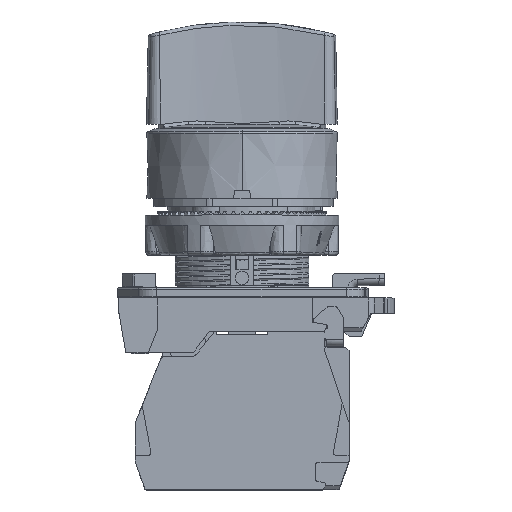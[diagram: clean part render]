
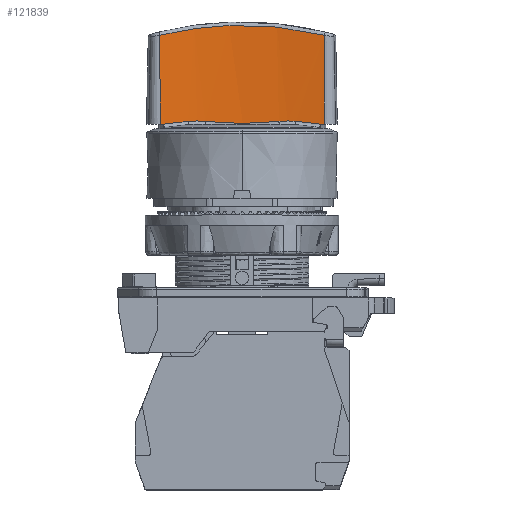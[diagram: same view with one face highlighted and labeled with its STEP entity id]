
A CAD part, top view. The second image highlights one B-rep face of the part: STEP entity #121839.
In plain terms, the highlighted conical face has half-angle 1 degrees and reference radius 77.268 mm.
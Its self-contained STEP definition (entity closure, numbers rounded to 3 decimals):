
#96015=CARTESIAN_POINT('',(-80.389,29.7,0.));
#96016=DIRECTION('',(0.,-1.,0.));
#96017=DIRECTION('',(0.987,0.,-0.159));
#96018=AXIS2_PLACEMENT_3D('',#96015,#96016,#96017);
#96045=CARTESIAN_POINT('',(-80.389,29.7,0.));
#96046=DIRECTION('',(0.,-1.,0.));
#96047=DIRECTION('',(0.988,0.,0.152));
#96048=AXIS2_PLACEMENT_3D('',#96045,#96046,#96047);
#96065=CARTESIAN_POINT('',(-3.667,30.143,
8.085));
#96066=CARTESIAN_POINT('',(-3.703,30.113,
8.421));
#96067=CARTESIAN_POINT('',(-3.778,30.048,
9.078));
#96068=CARTESIAN_POINT('',(-3.894,29.941,
9.996));
#96069=CARTESIAN_POINT('',(-4.022,29.817,
10.911));
#96070=CARTESIAN_POINT('',(-4.104,29.737,
11.451));
#96071=CARTESIAN_POINT('',(-4.143,29.697,
11.706));
#96073=CARTESIAN_POINT('',(-3.44,30.111,
5.513));
#96074=CARTESIAN_POINT('',(-3.457,30.137,
5.762));
#96075=CARTESIAN_POINT('',(-3.497,30.18,
6.284));
#96076=CARTESIAN_POINT('',(-3.571,30.201,
7.139));
#96077=CARTESIAN_POINT('',(-3.632,30.172,
7.761));
#96078=CARTESIAN_POINT('',(-3.667,30.143,
8.085));
#96080=CARTESIAN_POINT('',(-3.44,30.111,
-5.513));
#96081=CARTESIAN_POINT('',(-3.423,30.085,
-5.275));
#96082=CARTESIAN_POINT('',(-3.394,30.041,
-4.82));
#96083=CARTESIAN_POINT('',(-3.36,29.989,
-4.221));
#96084=CARTESIAN_POINT('',(-3.331,29.945,
-3.64));
#96085=CARTESIAN_POINT('',(-3.303,29.904,
-2.982));
#96086=CARTESIAN_POINT('',(-3.282,29.872,
-2.348));
#96087=CARTESIAN_POINT('',(-3.267,29.849,
-1.764));
#96088=CARTESIAN_POINT('',(-3.258,29.835,
-1.265));
#96089=CARTESIAN_POINT('',(-3.252,29.826,
-0.837));
#96090=CARTESIAN_POINT('',(-3.249,29.822,
-0.457));
#96091=CARTESIAN_POINT('',(-3.248,29.82,
-0.077));
#96092=CARTESIAN_POINT('',(-3.248,29.821,
0.316));
#96093=CARTESIAN_POINT('',(-3.251,29.825,
0.71));
#96094=CARTESIAN_POINT('',(-3.255,29.831,
1.101));
#96095=CARTESIAN_POINT('',(-3.261,29.841,
1.478));
#96096=CARTESIAN_POINT('',(-3.27,29.853,
1.867));
#96097=CARTESIAN_POINT('',(-3.281,29.87,
2.304));
#96098=CARTESIAN_POINT('',(-3.297,29.894,
2.807));
#96099=CARTESIAN_POINT('',(-3.319,29.927,
3.367));
#96100=CARTESIAN_POINT('',(-3.348,29.971,
3.993));
#96101=CARTESIAN_POINT('',(-3.386,30.029,4.697));
#96102=CARTESIAN_POINT('',(-3.42,30.081,
5.231));
#96103=CARTESIAN_POINT('',(-3.44,30.111,
5.513));
#96105=CARTESIAN_POINT('',(-3.667,30.143,
-8.085));
#96106=CARTESIAN_POINT('',(-3.632,30.172,
-7.761));
#96107=CARTESIAN_POINT('',(-3.571,30.201,
-7.139));
#96108=CARTESIAN_POINT('',(-3.497,30.18,
-6.284));
#96109=CARTESIAN_POINT('',(-3.457,30.137,
-5.762));
#96110=CARTESIAN_POINT('',(-3.44,30.111,
-5.513));
#96112=CARTESIAN_POINT('',(-4.143,29.697,
-11.706));
#96113=CARTESIAN_POINT('',(-4.102,29.739,
-11.441));
#96114=CARTESIAN_POINT('',(-4.019,29.82,
-10.89));
#96115=CARTESIAN_POINT('',(-3.897,29.939,
-10.013));
#96116=CARTESIAN_POINT('',(-3.783,30.044,
-9.118));
#96117=CARTESIAN_POINT('',(-3.705,30.112,
-8.439));
#96118=CARTESIAN_POINT('',(-3.667,30.143,
-8.085));
#96120=DIRECTION('',(-0.017,-1.,0.003));
#96121=VECTOR('',#96120,13.305);
#96122=CARTESIAN_POINT('',(-4.002,43.003,
-12.3));
#96123=LINE('',#96122,#96121);
#96124=CARTESIAN_POINT('',(-4.002,43.003,
12.3));
#96125=CARTESIAN_POINT('',(-3.778,43.338,
10.949));
#96126=CARTESIAN_POINT('',(-3.405,43.896,
8.232));
#96127=CARTESIAN_POINT('',(-3.067,44.398,
4.122));
#96128=CARTESIAN_POINT('',(-2.954,44.564,
0.));
#96129=CARTESIAN_POINT('',(-3.067,44.398,
-4.123));
#96130=CARTESIAN_POINT('',(-3.405,43.896,
-8.232));
#96131=CARTESIAN_POINT('',(-3.778,43.338,
-10.949));
#96132=CARTESIAN_POINT('',(-4.002,43.003,
-12.3));
#98307=DIRECTION('',(-0.017,-1.,-0.003));
#98308=VECTOR('',#98307,13.305);
#98309=CARTESIAN_POINT('',(-4.002,43.003,
12.3));
#98310=LINE('',#98309,#98308);
#116480=VERTEX_POINT('',#96124);
#116481=VERTEX_POINT('',#96132);
#116506=VERTEX_POINT('',#96073);
#116507=VERTEX_POINT('',#96078);
#116509=VERTEX_POINT('',#96080);
#116511=VERTEX_POINT('',#96105);
#116517=VERTEX_POINT('',#96071);
#116518=VERTEX_POINT('',#96112);
#116604=CARTESIAN_POINT('',(-4.231,29.7,-12.263));
#116605=VERTEX_POINT('',#116604);
#116606=CARTESIAN_POINT('',(-4.231,29.7,12.263));
#116607=VERTEX_POINT('',#116606);
#121814=CARTESIAN_POINT('',(-80.389,37.103,0.));
#121815=DIRECTION('',(0.,1.,0.));
#121816=DIRECTION('',(1.,0.,0.));
#121817=AXIS2_PLACEMENT_3D('',#121814,#121815,#121816);
#121818=CONICAL_SURFACE('',#121817,77.268,1.);
#121820=ORIENTED_EDGE('',*,*,#121819,.F.);
#121822=ORIENTED_EDGE('',*,*,#121821,.F.);
#121824=ORIENTED_EDGE('',*,*,#121823,.F.);
#121826=ORIENTED_EDGE('',*,*,#121825,.F.);
#121828=ORIENTED_EDGE('',*,*,#121827,.F.);
#121829=ORIENTED_EDGE('',*,*,#121760,.F.);
#121831=ORIENTED_EDGE('',*,*,#121830,.F.);
#121833=ORIENTED_EDGE('',*,*,#121832,.F.);
#121835=ORIENTED_EDGE('',*,*,#121834,.T.);
#121836=ORIENTED_EDGE('',*,*,#121796,.F.);
#121837=EDGE_LOOP('',(#121820,#121822,#121824,#121826,#121828,#121829,#121831,
#121833,#121835,#121836));
#121838=FACE_OUTER_BOUND('',#121837,.F.);
#96019=CIRCLE('',#96018,77.139);
#96049=CIRCLE('',#96048,77.139);
#96072=B_SPLINE_CURVE_WITH_KNOTS('',3,(#96065,#96066,#96067,#96068,#96069,
#96070,#96071),.UNSPECIFIED.,.F.,.F.,(4,1,1,1,4),(0.,0.25,0.5,0.75,
1.),.UNSPECIFIED.);
#96079=B_SPLINE_CURVE_WITH_KNOTS('',3,(#96073,#96074,#96075,#96076,#96077,
#96078),.UNSPECIFIED.,.F.,.F.,(4,1,1,4),(0.,0.333,
0.667,1.),.UNSPECIFIED.);
#96104=B_SPLINE_CURVE_WITH_KNOTS('',3,(#96080,#96081,#96082,#96083,#96084,
#96085,#96086,#96087,#96088,#96089,#96090,#96091,#96092,#96093,#96094,#96095,
#96096,#96097,#96098,#96099,#96100,#96101,#96102,#96103),.UNSPECIFIED.,.F.,.F.,(
4,1,1,1,1,1,1,1,1,1,1,1,1,1,1,1,1,1,1,1,1,4),(0.,0.048,
0.095,0.143,0.19,0.238,
0.286,0.333,0.381,0.429,
0.476,0.524,0.571,0.619,
0.667,0.714,0.762,0.81,
0.857,0.905,0.952,1.),.UNSPECIFIED.);
#96111=B_SPLINE_CURVE_WITH_KNOTS('',3,(#96105,#96106,#96107,#96108,#96109,
#96110),.UNSPECIFIED.,.F.,.F.,(4,1,1,4),(0.,0.333,
0.667,1.),.UNSPECIFIED.);
#96119=B_SPLINE_CURVE_WITH_KNOTS('',3,(#96112,#96113,#96114,#96115,#96116,
#96117,#96118),.UNSPECIFIED.,.F.,.F.,(4,1,1,1,4),(0.,0.25,0.5,0.75,
1.),.UNSPECIFIED.);
#96133=B_SPLINE_CURVE_WITH_KNOTS('',3,(#96124,#96125,#96126,#96127,#96128,
#96129,#96130,#96131,#96132),.UNSPECIFIED.,.F.,.F.,(4,1,1,1,1,1,4),(0.,
0.167,0.333,0.5,0.667,0.833,
1.),.UNSPECIFIED.);
#121760=EDGE_CURVE('',#116605,#116518,#96019,.T.);
#121796=EDGE_CURVE('',#116517,#116607,#96049,.T.);
#121819=EDGE_CURVE('',#116507,#116517,#96072,.T.);
#121821=EDGE_CURVE('',#116506,#116507,#96079,.T.);
#121823=EDGE_CURVE('',#116509,#116506,#96104,.T.);
#121825=EDGE_CURVE('',#116511,#116509,#96111,.T.);
#121827=EDGE_CURVE('',#116518,#116511,#96119,.T.);
#121830=EDGE_CURVE('',#116481,#116605,#96123,.T.);
#121832=EDGE_CURVE('',#116480,#116481,#96133,.T.);
#121834=EDGE_CURVE('',#116480,#116607,#98310,.T.);
#121839=ADVANCED_FACE('',(#121838),#121818,.F.);
